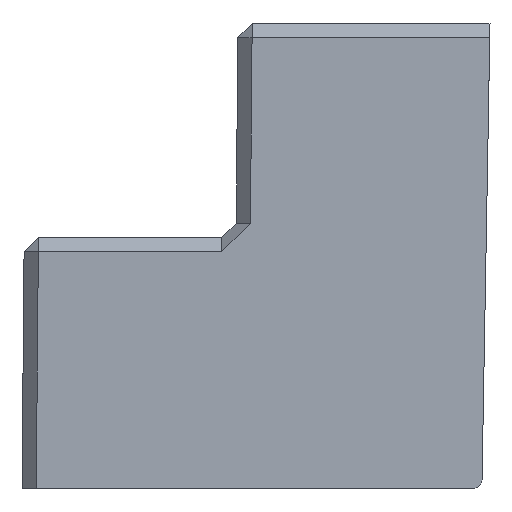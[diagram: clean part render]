
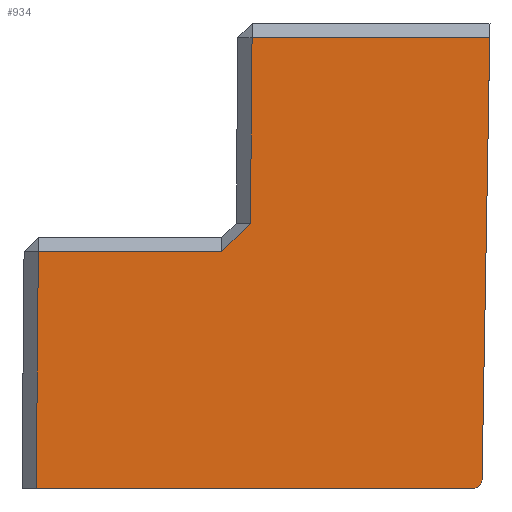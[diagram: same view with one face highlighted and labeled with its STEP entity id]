
A CAD part, front view. The second image highlights one B-rep face of the part: STEP entity #934.
In plain terms, the highlighted planar face has unit normal (0, -1, 0).
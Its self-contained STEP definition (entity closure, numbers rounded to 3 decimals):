
#746=AXIS2_PLACEMENT_3D('Circle Axis2P3D',#744,#745,$) ;
#917=AXIS2_PLACEMENT_3D('Plane Axis2P3D',#914,#915,#916) ;
#483=CARTESIAN_POINT('Vertex',(-33.688,-13.422,13.3)) ;
#486=CARTESIAN_POINT('Line Origine',(-32.881,-13.422,14.096)) ;
#490=CARTESIAN_POINT('Vertex',(-32.074,-13.422,14.893)) ;
#702=CARTESIAN_POINT('Vertex',(-19.571,-13.422,0.)) ;
#705=CARTESIAN_POINT('Line Origine',(-31.835,-13.422,0.)) ;
#709=CARTESIAN_POINT('Vertex',(-44.099,-13.422,0.)) ;
#741=CARTESIAN_POINT('Vertex',(-19.071,-13.422,0.491)) ;
#744=CARTESIAN_POINT('Axis2P3D Location',(-19.571,-13.422,0.5)) ;
#764=CARTESIAN_POINT('Vertex',(-43.983,-13.422,13.3)) ;
#767=CARTESIAN_POINT('Line Origine',(-31.761,-13.422,13.3)) ;
#847=CARTESIAN_POINT('Line Origine',(-43.985,-13.422,13.05)) ;
#875=CARTESIAN_POINT('Vertex',(-18.638,-13.422,25.3)) ;
#878=CARTESIAN_POINT('Line Origine',(-18.854,-13.422,12.896)) ;
#896=CARTESIAN_POINT('Line Origine',(-32.09,-13.422,13.05)) ;
#900=CARTESIAN_POINT('Vertex',(-31.983,-13.422,25.3)) ;
#914=CARTESIAN_POINT('Axis2P3D Location',(0.,-13.422,0.)) ;
#919=CARTESIAN_POINT('Line Origine',(-25.31,-13.422,25.3)) ;
#487=DIRECTION('Vector Direction',(0.712,0.,0.702)) ;
#706=DIRECTION('Vector Direction',(1.,0.,0.)) ;
#745=DIRECTION('Axis2P3D Direction',(0.,1.,0.)) ;
#768=DIRECTION('Vector Direction',(-1.,0.,0.)) ;
#848=DIRECTION('Vector Direction',(-0.009,0.,-1.)) ;
#879=DIRECTION('Vector Direction',(0.017,0.,1.)) ;
#897=DIRECTION('Vector Direction',(-0.009,0.,-1.)) ;
#915=DIRECTION('Axis2P3D Direction',(0.,1.,-0.)) ;
#916=DIRECTION('Axis2P3D XDirection',(-1.,0.,0.)) ;
#920=DIRECTION('Vector Direction',(-1.,0.,0.)) ;
#488=VECTOR('Line Direction',#487,1.) ;
#707=VECTOR('Line Direction',#706,1.) ;
#769=VECTOR('Line Direction',#768,1.) ;
#849=VECTOR('Line Direction',#848,1.) ;
#880=VECTOR('Line Direction',#879,1.) ;
#898=VECTOR('Line Direction',#897,1.) ;
#921=VECTOR('Line Direction',#920,1.) ;
#925=ORIENTED_EDGE('',*,*,#748,.F.) ;
#926=ORIENTED_EDGE('',*,*,#882,.F.) ;
#927=ORIENTED_EDGE('',*,*,#923,.F.) ;
#928=ORIENTED_EDGE('',*,*,#902,.F.) ;
#929=ORIENTED_EDGE('',*,*,#492,.F.) ;
#930=ORIENTED_EDGE('',*,*,#771,.F.) ;
#931=ORIENTED_EDGE('',*,*,#851,.F.) ;
#932=ORIENTED_EDGE('',*,*,#711,.F.) ;
#934=ADVANCED_FACE('Body.2',(#933),#918,.F.) ;
#747=CIRCLE('generated circle',#746,0.5) ;
#492=EDGE_CURVE('',#484,#491,#489,.T.) ;
#711=EDGE_CURVE('',#703,#710,#708,.F.) ;
#748=EDGE_CURVE('',#742,#703,#747,.T.) ;
#771=EDGE_CURVE('',#765,#484,#770,.F.) ;
#851=EDGE_CURVE('',#710,#765,#850,.F.) ;
#882=EDGE_CURVE('',#876,#742,#881,.F.) ;
#902=EDGE_CURVE('',#491,#901,#899,.F.) ;
#923=EDGE_CURVE('',#901,#876,#922,.F.) ;
#924=EDGE_LOOP('',(#925,#926,#927,#928,#929,#930,#931,#932)) ;
#933=FACE_OUTER_BOUND('',#924,.T.) ;
#489=LINE('Line',#486,#488) ;
#708=LINE('Line',#705,#707) ;
#770=LINE('Line',#767,#769) ;
#850=LINE('Line',#847,#849) ;
#881=LINE('Line',#878,#880) ;
#899=LINE('Line',#896,#898) ;
#922=LINE('Line',#919,#921) ;
#918=PLANE('',#917) ;
#484=VERTEX_POINT('',#483) ;
#491=VERTEX_POINT('',#490) ;
#703=VERTEX_POINT('',#702) ;
#710=VERTEX_POINT('',#709) ;
#742=VERTEX_POINT('',#741) ;
#765=VERTEX_POINT('',#764) ;
#876=VERTEX_POINT('',#875) ;
#901=VERTEX_POINT('',#900) ;
